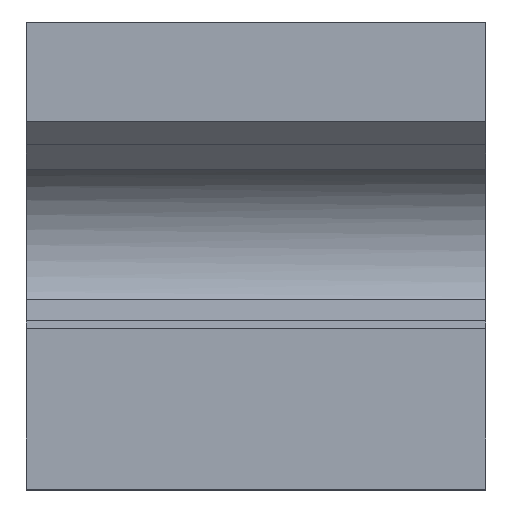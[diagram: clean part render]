
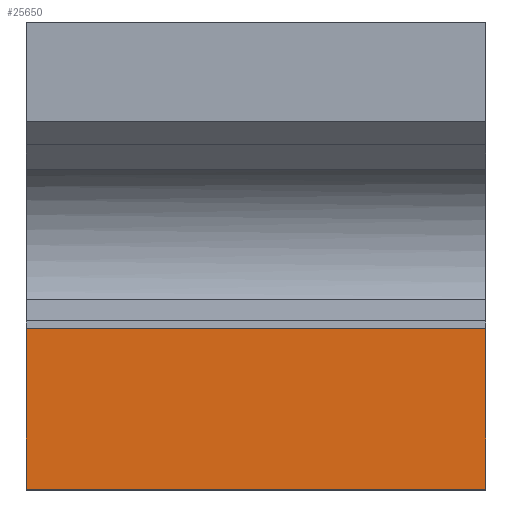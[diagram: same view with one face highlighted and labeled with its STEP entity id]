
A CAD part, top view. The second image highlights one B-rep face of the part: STEP entity #25650.
In plain terms, the highlighted free-form (B-spline) face has degree [1, 1] with [2, 2] control points.
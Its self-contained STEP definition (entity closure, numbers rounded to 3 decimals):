
#25300 = CARTESIAN_POINT ('', (0., 39.538, 127.));
#25310 = VERTEX_POINT ('', #25300);
#25320 = CARTESIAN_POINT ('', (0., 0., 127.));
#25330 = VERTEX_POINT ('', #25320);
#25340 = CARTESIAN_POINT ('', (0., 39.538, 127.));
#25350 = CARTESIAN_POINT ('', (0., 0., 127.));
#25360 = B_SPLINE_CURVE_WITH_KNOTS ('', 1, (#25340, #25350), .UNSPECIFIED., .F., .U., (2, 2), (0., 1.), .UNSPECIFIED.);
#25370 = EDGE_CURVE ('', #25310, #25330, #25360, .T.);
#25380 = ORIENTED_EDGE ('', *, *, #25370, .T.);
#25390 = CARTESIAN_POINT ('', (113., 0., 127.));
#25400 = VERTEX_POINT ('', #25390);
#25410 = CARTESIAN_POINT ('', (0., 0., 127.));
#25420 = CARTESIAN_POINT ('', (113., 0., 127.));
#25430 = B_SPLINE_CURVE_WITH_KNOTS ('', 1, (#25410, #25420), .UNSPECIFIED., .F., .U., (2, 2), (0., 1.), .UNSPECIFIED.);
#25440 = EDGE_CURVE ('', #25330, #25400, #25430, .T.);
#25450 = ORIENTED_EDGE ('', *, *, #25440, .T.);
#25460 = CARTESIAN_POINT ('', (113., 39.538, 127.));
#25470 = VERTEX_POINT ('', #25460);
#25480 = CARTESIAN_POINT ('', (113., 0., 127.));
#25490 = CARTESIAN_POINT ('', (113., 39.538, 127.));
#25500 = B_SPLINE_CURVE_WITH_KNOTS ('', 1, (#25480, #25490), .UNSPECIFIED., .F., .U., (2, 2), (0., 1.), .UNSPECIFIED.);
#25510 = EDGE_CURVE ('', #25400, #25470, #25500, .T.);
#25520 = ORIENTED_EDGE ('', *, *, #25510, .T.);
#25530 = CARTESIAN_POINT ('', (113., 39.538, 127.));
#25540 = CARTESIAN_POINT ('', (0., 39.538, 127.));
#25550 = B_SPLINE_CURVE_WITH_KNOTS ('', 1, (#25530, #25540), .UNSPECIFIED., .F., .U., (2, 2), (0., 1.), .UNSPECIFIED.);
#25560 = EDGE_CURVE ('', #25470, #25310, #25550, .T.);
#25570 = ORIENTED_EDGE ('', *, *, #25560, .T.);
#25580 = EDGE_LOOP ('', (#25380, #25450, #25520, #25570));
#25590 = FACE_OUTER_BOUND ('', #25580, .T.);
#25600 = CARTESIAN_POINT ('', (0., 39.538, 127.));
#25610 = CARTESIAN_POINT ('', (113., 39.538, 127.));
#25620 = CARTESIAN_POINT ('', (0., 0., 127.));
#25630 = CARTESIAN_POINT ('', (113., 0., 127.));
#25640 = B_SPLINE_SURFACE_WITH_KNOTS ('', 1, 1, ((#25600, #25610), (#25620, #25630)), .UNSPECIFIED., .F., .F., .U., (2, 2), (2, 2), (0., 1.), (0., 1.), .UNSPECIFIED.);
#25650 = ADVANCED_FACE ('', (#25590), #25640, .T.);
